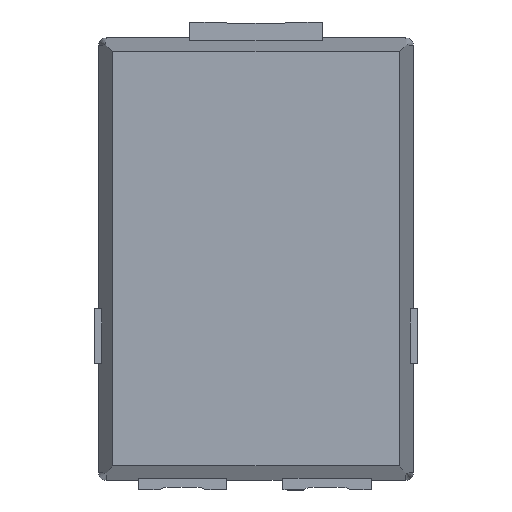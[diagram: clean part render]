
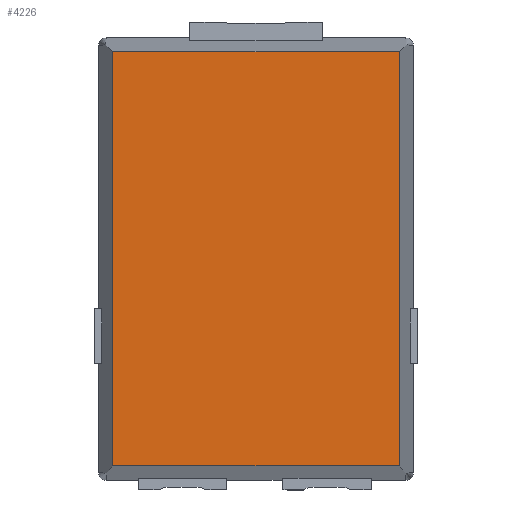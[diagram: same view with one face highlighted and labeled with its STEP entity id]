
A CAD part, top view. The second image highlights one B-rep face of the part: STEP entity #4226.
In plain terms, the highlighted planar face has unit normal (0, 0, 1).
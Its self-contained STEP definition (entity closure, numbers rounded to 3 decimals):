
#272 = VECTOR ( 'NONE', #7483, 1000. ) ;
#505 = VERTEX_POINT ( 'NONE', #9389 ) ;
#598 = CARTESIAN_POINT ( 'NONE',  ( -3.397, -2.628, 1.1 ) ) ;
#917 = CARTESIAN_POINT ( 'NONE',  ( -3.397, 3.034, 1.1 ) ) ;
#923 = LINE ( 'NONE', #1740, #3756 ) ;
#1066 = DIRECTION ( 'NONE',  ( 1., 0., 0. ) ) ;
#1185 = CARTESIAN_POINT ( 'NONE',  ( 0.609, 3.034, 1.1 ) ) ;
#1330 = EDGE_LOOP ( 'NONE', ( #11496, #9294, #8028, #10460 ) ) ;
#1479 = VERTEX_POINT ( 'NONE', #598 ) ;
#1740 = CARTESIAN_POINT ( 'NONE',  ( -3.397, 3.128, 1.1 ) ) ;
#2013 = PLANE ( 'NONE',  #11591 ) ;
#2714 = CARTESIAN_POINT ( 'NONE',  ( 0.609, -2.628, 1.1 ) ) ;
#3271 = VECTOR ( 'NONE', #4309, 1000. ) ;
#3353 = EDGE_CURVE ( 'NONE', #505, #11629, #11016, .T. ) ;
#3756 = VECTOR ( 'NONE', #8987, 1000. ) ;
#4205 = VERTEX_POINT ( 'NONE', #8302 ) ;
#4226 = ADVANCED_FACE ( 'NONE', ( #5711 ), #2013, .F. ) ;
#4309 = DIRECTION ( 'NONE',  ( 0., 1., 0. ) ) ;
#4329 = VECTOR ( 'NONE', #1066, 1000. ) ;
#4597 = LINE ( 'NONE', #2714, #4329 ) ;
#4717 = EDGE_CURVE ( 'NONE', #4205, #505, #9658, .T. ) ;
#5485 = DIRECTION ( 'NONE',  ( -1., 0., 0. ) ) ;
#5604 = DIRECTION ( 'NONE',  ( 0., 0., -1. ) ) ;
#5711 = FACE_OUTER_BOUND ( 'NONE', #1330, .T. ) ;
#7483 = DIRECTION ( 'NONE',  ( -1., 0., 0. ) ) ;
#8028 = ORIENTED_EDGE ( 'NONE', *, *, #10471, .T. ) ;
#8302 = CARTESIAN_POINT ( 'NONE',  ( 0.515, -2.628, 1.1 ) ) ;
#8987 = DIRECTION ( 'NONE',  ( 0., -1., 0. ) ) ;
#9294 = ORIENTED_EDGE ( 'NONE', *, *, #3353, .T. ) ;
#9389 = CARTESIAN_POINT ( 'NONE',  ( 0.515, 3.034, 1.1 ) ) ;
#9658 = LINE ( 'NONE', #11535, #3271 ) ;
#10460 = ORIENTED_EDGE ( 'NONE', *, *, #10872, .T. ) ;
#10471 = EDGE_CURVE ( 'NONE', #11629, #1479, #923, .T. ) ;
#10872 = EDGE_CURVE ( 'NONE', #1479, #4205, #4597, .T. ) ;
#11016 = LINE ( 'NONE', #1185, #272 ) ;
#11070 = CARTESIAN_POINT ( 'NONE',  ( 0.609, 3.128, 1.1 ) ) ;
#11496 = ORIENTED_EDGE ( 'NONE', *, *, #4717, .T. ) ;
#11535 = CARTESIAN_POINT ( 'NONE',  ( 0.515, 3.128, 1.1 ) ) ;
#11591 = AXIS2_PLACEMENT_3D ( 'NONE', #11070, #5604, #5485 ) ;
#11629 = VERTEX_POINT ( 'NONE', #917 ) ;
